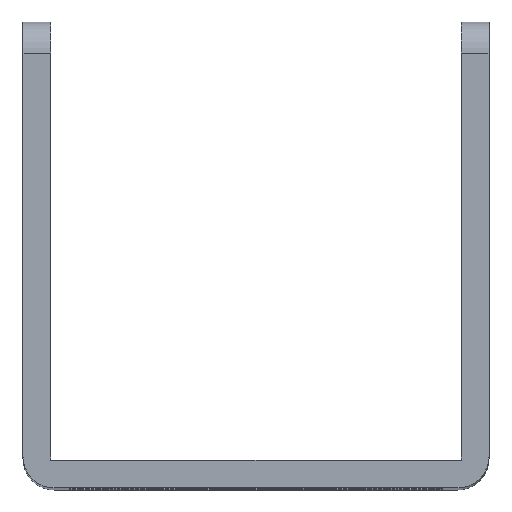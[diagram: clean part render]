
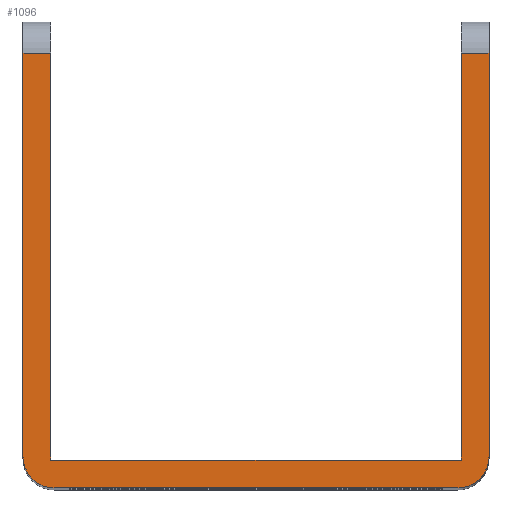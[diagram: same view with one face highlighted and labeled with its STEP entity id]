
A CAD part, top view. The second image highlights one B-rep face of the part: STEP entity #1096.
In plain terms, the highlighted planar face has unit normal (0, 0, 1).
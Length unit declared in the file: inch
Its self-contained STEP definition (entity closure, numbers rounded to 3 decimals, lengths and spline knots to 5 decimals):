
#11 = PLANE ( 'NONE',  #5645 ) ;
#195 = VERTEX_POINT ( 'NONE', #10527 ) ;
#812 = DIRECTION ( 'NONE',  ( -1., 0., 0. ) ) ;
#999 = CIRCLE ( 'NONE', #1553, 0.1 ) ;
#1064 = VECTOR ( 'NONE', #2997, 39.37008 ) ;
#1082 = CARTESIAN_POINT ( 'NONE',  ( 0., 0.1, 3.75 ) ) ;
#1096 = ADVANCED_FACE ( 'NONE', ( #6067 ), #11, .F. ) ;
#1207 = ORIENTED_EDGE ( 'NONE', *, *, #8208, .T. ) ;
#1284 = DIRECTION ( 'NONE',  ( 0., 1., 0. ) ) ;
#1321 = EDGE_CURVE ( 'NONE', #4986, #3901, #1394, .T. ) ;
#1394 = LINE ( 'NONE', #6078, #1064 ) ;
#1428 = VECTOR ( 'NONE', #3224, 39.37008 ) ;
#1553 = AXIS2_PLACEMENT_3D ( 'NONE', #5331, #12374, #6347 ) ;
#1573 = CARTESIAN_POINT ( 'NONE',  ( 1.41, 0.09, 3.75 ) ) ;
#1636 = CIRCLE ( 'NONE', #12554, 0.1 ) ;
#1746 = VERTEX_POINT ( 'NONE', #1573 ) ;
#2056 = LINE ( 'NONE', #6006, #7156 ) ;
#2115 = LINE ( 'NONE', #3761, #9581 ) ;
#2122 = CARTESIAN_POINT ( 'NONE',  ( 0., 1.4, 3.75 ) ) ;
#2175 = CARTESIAN_POINT ( 'NONE',  ( 1.5, 0., 3.75 ) ) ;
#2223 = CARTESIAN_POINT ( 'NONE',  ( 1.41, 1.4, 3.75 ) ) ;
#2250 = VERTEX_POINT ( 'NONE', #3732 ) ;
#2411 = ORIENTED_EDGE ( 'NONE', *, *, #8542, .T. ) ;
#2586 = CARTESIAN_POINT ( 'NONE',  ( 1.5, 1.4, 3.75 ) ) ;
#2598 = VECTOR ( 'NONE', #8083, 39.37008 ) ;
#2809 = ORIENTED_EDGE ( 'NONE', *, *, #9939, .T. ) ;
#2997 = DIRECTION ( 'NONE',  ( 0., -1., 0. ) ) ;
#3224 = DIRECTION ( 'NONE',  ( 0., 1., 0. ) ) ;
#3663 = CARTESIAN_POINT ( 'NONE',  ( 0.09, 0.09, 3.75 ) ) ;
#3732 = CARTESIAN_POINT ( 'NONE',  ( 1.4, 0., 3.75 ) ) ;
#3761 = CARTESIAN_POINT ( 'NONE',  ( 0., 1.4, 3.75 ) ) ;
#3792 = VERTEX_POINT ( 'NONE', #2223 ) ;
#3901 = VERTEX_POINT ( 'NONE', #1082 ) ;
#3987 = VECTOR ( 'NONE', #1284, 39.37008 ) ;
#4292 = ORIENTED_EDGE ( 'NONE', *, *, #12054, .T. ) ;
#4364 = EDGE_LOOP ( 'NONE', ( #8962, #4292, #12803, #2809, #13178, #2411, #7286, #11444, #8615, #1207 ) ) ;
#4477 = DIRECTION ( 'NONE',  ( 0., 0., 1. ) ) ;
#4707 = VERTEX_POINT ( 'NONE', #2586 ) ;
#4986 = VERTEX_POINT ( 'NONE', #2122 ) ;
#5018 = VERTEX_POINT ( 'NONE', #7249 ) ;
#5145 = CARTESIAN_POINT ( 'NONE',  ( 0.09, 0.09, 3.75 ) ) ;
#5331 = CARTESIAN_POINT ( 'NONE',  ( 1.4, 0.1, 3.75 ) ) ;
#5521 = CARTESIAN_POINT ( 'NONE',  ( 0.1, 0., 3.75 ) ) ;
#5622 = EDGE_CURVE ( 'NONE', #10315, #195, #12259, .T. ) ;
#5645 = AXIS2_PLACEMENT_3D ( 'NONE', #12140, #11877, #11854 ) ;
#5762 = VECTOR ( 'NONE', #8285, 39.37008 ) ;
#6006 = CARTESIAN_POINT ( 'NONE',  ( 0., 1.4, 3.75 ) ) ;
#6067 = FACE_OUTER_BOUND ( 'NONE', #4364, .T. ) ;
#6078 = CARTESIAN_POINT ( 'NONE',  ( 0., 0., 3.75 ) ) ;
#6311 = CARTESIAN_POINT ( 'NONE',  ( 0.09, 1.5, 3.75 ) ) ;
#6347 = DIRECTION ( 'NONE',  ( -1., 0., 0. ) ) ;
#6702 = LINE ( 'NONE', #7434, #3987 ) ;
#7156 = VECTOR ( 'NONE', #812, 39.37008 ) ;
#7249 = CARTESIAN_POINT ( 'NONE',  ( 1.5, 0.1, 3.75 ) ) ;
#7286 = ORIENTED_EDGE ( 'NONE', *, *, #7439, .T. ) ;
#7434 = CARTESIAN_POINT ( 'NONE',  ( 1.5, 1.5, 3.75 ) ) ;
#7439 = EDGE_CURVE ( 'NONE', #5018, #4707, #6702, .T. ) ;
#7776 = EDGE_CURVE ( 'NONE', #4707, #3792, #2056, .T. ) ;
#8083 = DIRECTION ( 'NONE',  ( 0., -1., 0. ) ) ;
#8208 = EDGE_CURVE ( 'NONE', #1746, #10315, #12016, .T. ) ;
#8285 = DIRECTION ( 'NONE',  ( 1., 0., 0. ) ) ;
#8479 = LINE ( 'NONE', #2175, #5762 ) ;
#8542 = EDGE_CURVE ( 'NONE', #2250, #5018, #999, .T. ) ;
#8615 = ORIENTED_EDGE ( 'NONE', *, *, #12223, .T. ) ;
#8835 = DIRECTION ( 'NONE',  ( -1., 0., 0. ) ) ;
#8962 = ORIENTED_EDGE ( 'NONE', *, *, #5622, .T. ) ;
#9327 = VECTOR ( 'NONE', #12783, 39.37008 ) ;
#9581 = VECTOR ( 'NONE', #8835, 39.37008 ) ;
#9939 = EDGE_CURVE ( 'NONE', #3901, #9962, #1636, .T. ) ;
#9962 = VERTEX_POINT ( 'NONE', #5521 ) ;
#10315 = VERTEX_POINT ( 'NONE', #5145 ) ;
#10527 = CARTESIAN_POINT ( 'NONE',  ( 0.09, 1.4, 3.75 ) ) ;
#10531 = CARTESIAN_POINT ( 'NONE',  ( 0.1, 0.1, 3.75 ) ) ;
#10665 = LINE ( 'NONE', #11051, #2598 ) ;
#11051 = CARTESIAN_POINT ( 'NONE',  ( 1.41, 0.09, 3.75 ) ) ;
#11444 = ORIENTED_EDGE ( 'NONE', *, *, #7776, .T. ) ;
#11546 = DIRECTION ( 'NONE',  ( -1., 0., 0. ) ) ;
#11854 = DIRECTION ( 'NONE',  ( -1., 0., 0. ) ) ;
#11877 = DIRECTION ( 'NONE',  ( 0., 0., -1. ) ) ;
#12016 = LINE ( 'NONE', #3663, #9327 ) ;
#12054 = EDGE_CURVE ( 'NONE', #195, #4986, #2115, .T. ) ;
#12140 = CARTESIAN_POINT ( 'NONE',  ( 0., 0., 3.75 ) ) ;
#12223 = EDGE_CURVE ( 'NONE', #3792, #1746, #10665, .T. ) ;
#12259 = LINE ( 'NONE', #6311, #1428 ) ;
#12374 = DIRECTION ( 'NONE',  ( 0., 0., 1. ) ) ;
#12554 = AXIS2_PLACEMENT_3D ( 'NONE', #10531, #4477, #11546 ) ;
#12783 = DIRECTION ( 'NONE',  ( -1., 0., 0. ) ) ;
#12803 = ORIENTED_EDGE ( 'NONE', *, *, #1321, .T. ) ;
#12921 = EDGE_CURVE ( 'NONE', #9962, #2250, #8479, .T. ) ;
#13178 = ORIENTED_EDGE ( 'NONE', *, *, #12921, .T. ) ;
